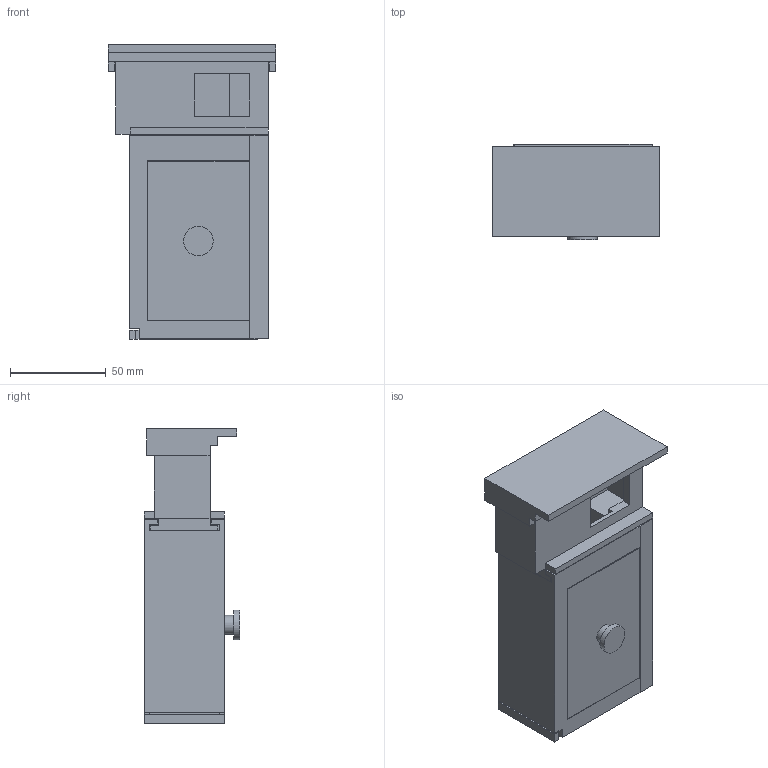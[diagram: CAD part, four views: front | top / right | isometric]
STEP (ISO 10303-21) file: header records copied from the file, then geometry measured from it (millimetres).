
FILE_DESCRIPTION(/* description */ (''),/* implementation_level */ '2;1');
FILE_NAME(/* name */ 'Pi Trail Cam.step',/* time_stamp */ '2025-12-06T15:14:32Z',/* author */ (''),/* organization */ (''),/* preprocessor_version */ 'ST-DEVELOPER v20.1',/* originating_system */ 'Autodesk Translation Framework v14.21.0.0',/* authorisation */ '');
FILE_SCHEMA (('AUTOMOTIVE_DESIGN { 1 0 10303 214 3 1 1 }'));
Length unit declared in the file: millimetre
Products named in the file (8): Pi Trail Cam; Component1; Pi Slider; Main right; Camera Casing; Roof; Main left; Display cover
Assembly tree (7 placements, depth 3):
  Pi Trail Cam
    Component1
      Pi Slider
      Main right
      Camera Casing
      Roof
      Main left
      Display cover
Bounding box: 87.5 x 49.8 x 153.8 mm (x, y, z)
Volume: 187474.1 mm3; surface area: 97630 mm2
Topology: 6 solids, 6 shells, 193 faces, 497 edges, 331 vertices
Faces by surface type: plane 176, cylinder 17
Full cylindrical faces by diameter (mm): 2.6 x7, 3 x7, 4.5 x1, 10 x1, 15.43 x1
Entity records: 6059 total; most frequent: CARTESIAN_POINT 1037, ORIENTED_EDGE 994, DIRECTION 952, EDGE_CURVE 497, LINE 460, VECTOR 460, VERTEX_POINT 331, AXIS2_PLACEMENT_3D 246
